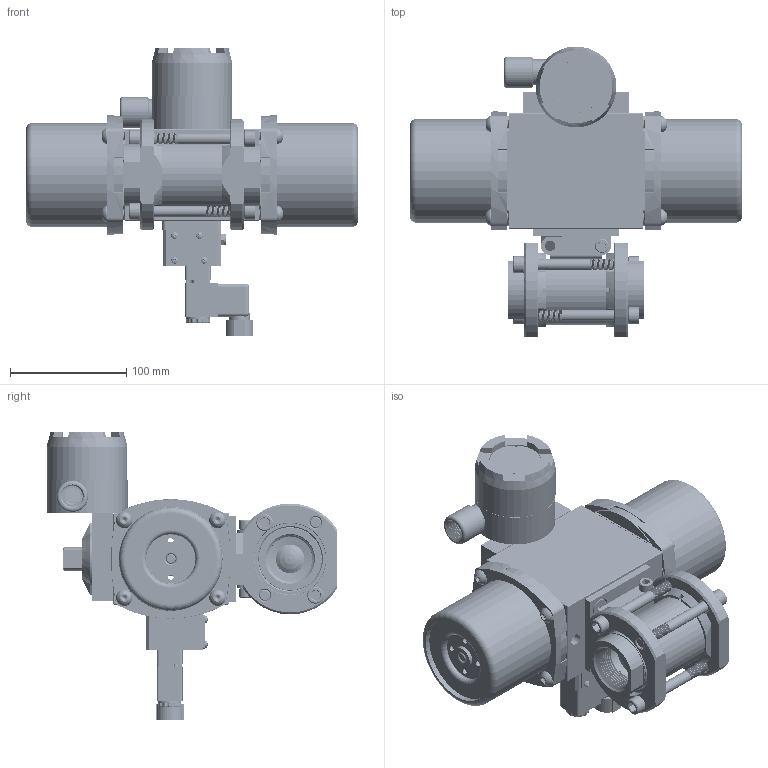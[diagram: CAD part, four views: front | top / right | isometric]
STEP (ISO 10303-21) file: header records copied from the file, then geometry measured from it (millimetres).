
FILE_DESCRIPTION (( 'STEP AP203' ), '1' );
FILE_NAME ('21XXSESA522SR3GPDCLS.step', '2018-06-04T15:35:18', ( '' ), ( '' ), 'SwSTEP 2.0', 'SolidWorks 2017', '' );
FILE_SCHEMA (( 'CONFIG_CONTROL_DESIGN' ));
Length unit declared in the file: inch
Products named in the file (1): 21XXSESA522SR3GPDCLS
Bounding box: 285.09 x 249.71 x 247.55 mm (x, y, z)
Volume: 1585036.6 mm3; surface area: 629086.3 mm2
Topology: 75 solids, 75 shells, 6429 faces, 16588 edges, 10392 vertices
Faces by surface type: cylinder 2788, cone 2094, plane 1171, torus 240, bspline 106, sphere 30
Entity records: 244316 total; most frequent: CARTESIAN_POINT 86963, DIRECTION 34834, ORIENTED_EDGE 32884, EDGE_CURVE 16442, AXIS2_PLACEMENT_3D 14070, VERTEX_POINT 10388, CIRCLE 7746, EDGE_LOOP 6942
